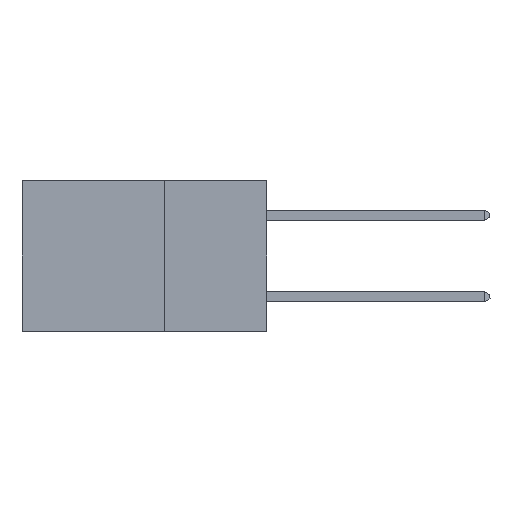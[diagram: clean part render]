
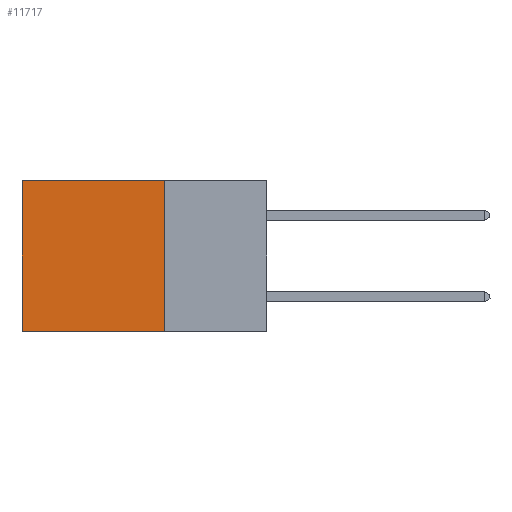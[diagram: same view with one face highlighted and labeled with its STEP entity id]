
A CAD part, left-side view. The second image highlights one B-rep face of the part: STEP entity #11717.
In plain terms, the highlighted planar face has unit normal (-1, 0, 0).
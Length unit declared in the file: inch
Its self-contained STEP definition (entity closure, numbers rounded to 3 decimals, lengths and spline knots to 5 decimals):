
#17 = ORIENTED_EDGE ( 'NONE', *, *, #2601, .T. ) ;
#203 = VECTOR ( 'NONE', #8862, 39.37008 ) ;
#268 = AXIS2_PLACEMENT_3D ( 'NONE', #4331, #832, #5599 ) ;
#691 = CARTESIAN_POINT ( 'NONE',  ( 0.2875, 0.25, 0. ) ) ;
#832 = DIRECTION ( 'NONE',  ( 1., 0., 0. ) ) ;
#1198 = FACE_OUTER_BOUND ( 'NONE', #8788, .T. ) ;
#2601 = EDGE_CURVE ( 'NONE', #12053, #13802, #11821, .T. ) ;
#2778 = LINE ( 'NONE', #14147, #7479 ) ;
#3071 = CARTESIAN_POINT ( 'NONE',  ( 0.2875, 0.6, -0.37 ) ) ;
#3242 = CARTESIAN_POINT ( 'NONE',  ( 0.2875, 0.25, 0. ) ) ;
#4263 = ORIENTED_EDGE ( 'NONE', *, *, #8049, .F. ) ;
#4331 = CARTESIAN_POINT ( 'NONE',  ( 0.2875, 0.25, 0. ) ) ;
#4383 = CARTESIAN_POINT ( 'NONE',  ( 0.2875, 0.6, 0. ) ) ;
#4398 = PLANE ( 'NONE',  #268 ) ;
#5599 = DIRECTION ( 'NONE',  ( 0., 0., -1. ) ) ;
#5662 = DIRECTION ( 'NONE',  ( 0., 1., 0. ) ) ;
#6672 = VECTOR ( 'NONE', #5662, 39.37008 ) ;
#7051 = CARTESIAN_POINT ( 'NONE',  ( 0.2875, 0.25, -0.37 ) ) ;
#7479 = VECTOR ( 'NONE', #15245, 39.37008 ) ;
#7909 = DIRECTION ( 'NONE',  ( 0., 1., 0. ) ) ;
#8045 = VECTOR ( 'NONE', #7909, 39.37008 ) ;
#8049 = EDGE_CURVE ( 'NONE', #13291, #13802, #10698, .T. ) ;
#8788 = EDGE_LOOP ( 'NONE', ( #17, #4263, #9024, #9047 ) ) ;
#8862 = DIRECTION ( 'NONE',  ( 0., 0., -1. ) ) ;
#9024 = ORIENTED_EDGE ( 'NONE', *, *, #14153, .F. ) ;
#9047 = ORIENTED_EDGE ( 'NONE', *, *, #10556, .T. ) ;
#9311 = VERTEX_POINT ( 'NONE', #691 ) ;
#9320 = CARTESIAN_POINT ( 'NONE',  ( 0.2875, 0.25, -0.37 ) ) ;
#10556 = EDGE_CURVE ( 'NONE', #9311, #12053, #13572, .T. ) ;
#10698 = LINE ( 'NONE', #9320, #8045 ) ;
#11717 = ADVANCED_FACE ( 'NONE', ( #1198 ), #4398, .F. ) ;
#11821 = LINE ( 'NONE', #14733, #203 ) ;
#12053 = VERTEX_POINT ( 'NONE', #4383 ) ;
#13291 = VERTEX_POINT ( 'NONE', #7051 ) ;
#13572 = LINE ( 'NONE', #3242, #6672 ) ;
#13802 = VERTEX_POINT ( 'NONE', #3071 ) ;
#14147 = CARTESIAN_POINT ( 'NONE',  ( 0.2875, 0.25, 0. ) ) ;
#14153 = EDGE_CURVE ( 'NONE', #9311, #13291, #2778, .T. ) ;
#14733 = CARTESIAN_POINT ( 'NONE',  ( 0.2875, 0.6, 0. ) ) ;
#15245 = DIRECTION ( 'NONE',  ( 0., 0., -1. ) ) ;
